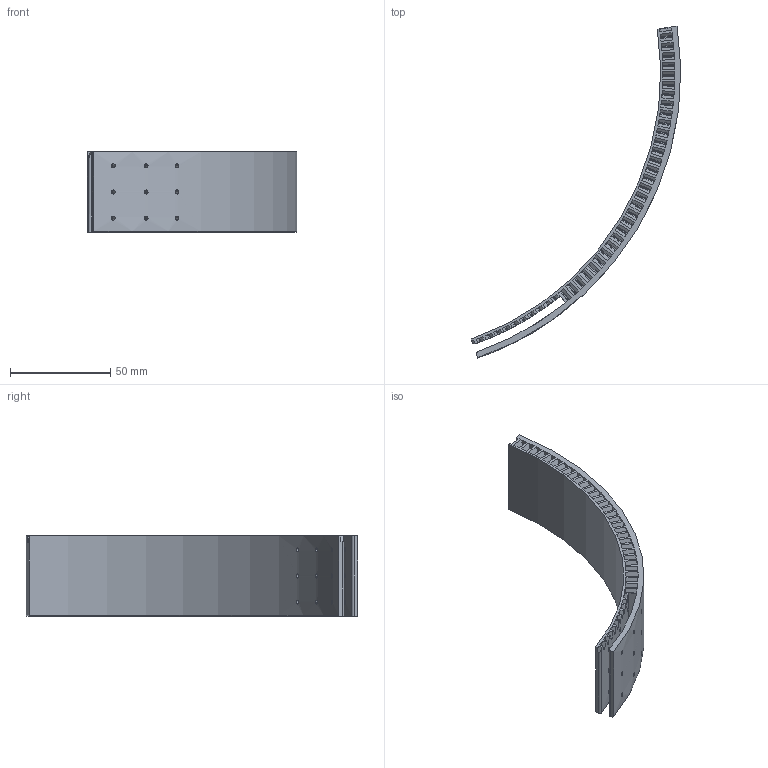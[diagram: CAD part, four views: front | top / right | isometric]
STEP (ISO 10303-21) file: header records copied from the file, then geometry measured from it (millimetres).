
FILE_DESCRIPTION(('FreeCAD Model'),'2;1');
FILE_NAME('Open CASCADE Shape Model','2024-11-10T11:20:10',('Author'),( ''),'Open CASCADE STEP processor 7.7','FreeCAD','Unknown');
FILE_SCHEMA(('AUTOMOTIVE_DESIGN { 1 0 10303 214 1 1 1 1 }'));
Length unit declared in the file: millimetre
Products named in the file (1): 2-rotor-segmented-in-three--part-3
Bounding box: 104.4 x 165.29 x 40 mm (x, y, z)
Volume: 70614.3 mm3; surface area: 26191.1 mm2
Topology: 1 solids, 1 shells, 322 faces, 865 edges, 576 vertices
Faces by surface type: plane 123, cone 85, bspline 84, cylinder 30
Full cylindrical faces by diameter (mm): 2 x12
Entity records: 12173 total; most frequent: CARTESIAN_POINT 4743, ORIENTED_EDGE 1730, DIRECTION 1183, EDGE_CURVE 865, VERTEX_POINT 576, AXIS2_PLACEMENT_3D 420, FACE_BOUND 389, EDGE_LOOP 389
